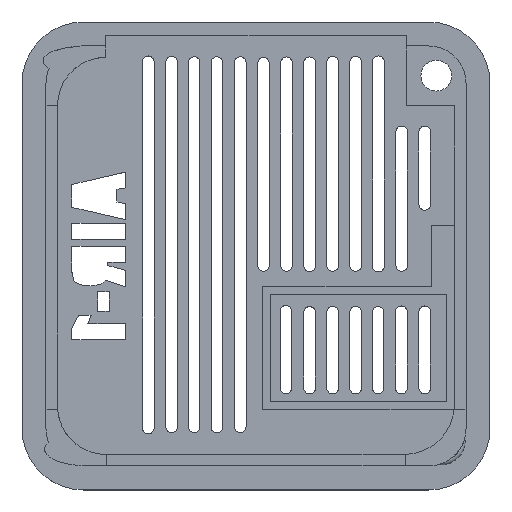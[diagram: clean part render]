
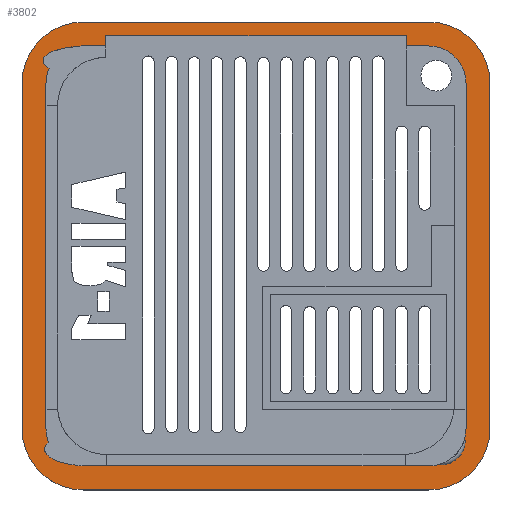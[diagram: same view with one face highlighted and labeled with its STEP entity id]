
A CAD part, top view. The second image highlights one B-rep face of the part: STEP entity #3802.
In plain terms, the highlighted planar face has unit normal (0, 0, 1).
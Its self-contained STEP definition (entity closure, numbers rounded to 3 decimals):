
#93=FACE_BOUND('',#636,.T.);
#202=PLANE('',#4110);
#391=FACE_OUTER_BOUND('',#635,.T.);
#635=EDGE_LOOP('',(#3440,#3441,#3442,#3443,#3444,#3445,#3446,#3447));
#636=EDGE_LOOP('',(#3448,#3449,#3450,#3451,#3452,#3453,#3454,#3455,#3456,
#3457,#3458,#3459));
#984=LINE('',#6138,#1388);
#987=LINE('',#6146,#1391);
#990=LINE('',#6154,#1394);
#993=LINE('',#6161,#1397);
#996=LINE('',#6168,#1400);
#999=LINE('',#6174,#1403);
#1004=LINE('',#6184,#1408);
#1007=LINE('',#6192,#1411);
#1009=LINE('',#6196,#1413);
#1013=LINE('',#6202,#1417);
#1034=LINE('',#6257,#1438);
#1035=LINE('',#6260,#1439);
#1388=VECTOR('',#4948,10.);
#1391=VECTOR('',#4957,10.);
#1394=VECTOR('',#4966,10.);
#1397=VECTOR('',#4975,10.);
#1400=VECTOR('',#4980,10.);
#1403=VECTOR('',#4985,10.);
#1408=VECTOR('',#4992,10.);
#1411=VECTOR('',#5001,10.);
#1413=VECTOR('',#5005,10.);
#1417=VECTOR('',#5011,10.);
#1438=VECTOR('',#5064,10.);
#1439=VECTOR('',#5067,10.);
#1563=CIRCLE('',#4076,8.);
#1564=CIRCLE('',#4079,8.);
#1565=CIRCLE('',#4082,8.);
#1566=CIRCLE('',#4085,8.);
#1567=CIRCLE('',#4091,4.875);
#1570=CIRCLE('',#4104,4.875);
#1571=CIRCLE('',#4106,4.875);
#1574=CIRCLE('',#4111,4.875);
#1881=VERTEX_POINT('',#6131);
#1882=VERTEX_POINT('',#6132);
#1883=VERTEX_POINT('',#6137);
#1884=VERTEX_POINT('',#6141);
#1885=VERTEX_POINT('',#6145);
#1886=VERTEX_POINT('',#6149);
#1887=VERTEX_POINT('',#6153);
#1888=VERTEX_POINT('',#6157);
#1890=VERTEX_POINT('',#6165);
#1891=VERTEX_POINT('',#6167);
#1893=VERTEX_POINT('',#6173);
#1896=VERTEX_POINT('',#6181);
#1897=VERTEX_POINT('',#6183);
#1898=VERTEX_POINT('',#6187);
#1899=VERTEX_POINT('',#6191);
#1900=VERTEX_POINT('',#6195);
#1914=VERTEX_POINT('',#6240);
#1915=VERTEX_POINT('',#6244);
#1919=VERTEX_POINT('',#6256);
#1920=VERTEX_POINT('',#6258);
#2379=EDGE_CURVE('',#1881,#1882,#1563,.T.);
#2382=EDGE_CURVE('',#1882,#1883,#984,.T.);
#2384=EDGE_CURVE('',#1883,#1884,#1564,.T.);
#2386=EDGE_CURVE('',#1884,#1885,#987,.T.);
#2388=EDGE_CURVE('',#1885,#1886,#1565,.T.);
#2390=EDGE_CURVE('',#1886,#1887,#990,.T.);
#2392=EDGE_CURVE('',#1887,#1888,#1566,.T.);
#2394=EDGE_CURVE('',#1888,#1881,#993,.T.);
#2397=EDGE_CURVE('',#1891,#1890,#996,.T.);
#2400=EDGE_CURVE('',#1891,#1893,#999,.T.);
#2405=EDGE_CURVE('',#1896,#1897,#1004,.T.);
#2407=EDGE_CURVE('',#1897,#1898,#1567,.T.);
#2409=EDGE_CURVE('',#1898,#1899,#1007,.T.);
#2411=EDGE_CURVE('',#1900,#1899,#1009,.T.);
#2415=EDGE_CURVE('',#1890,#1900,#1013,.T.);
#2434=EDGE_CURVE('',#1914,#1896,#1570,.T.);
#2436=EDGE_CURVE('',#1893,#1915,#1571,.T.);
#2442=EDGE_CURVE('',#1919,#1914,#1034,.T.);
#2443=EDGE_CURVE('',#1920,#1919,#1574,.T.);
#2444=EDGE_CURVE('',#1915,#1920,#1035,.T.);
#3440=ORIENTED_EDGE('',*,*,#2394,.F.);
#3441=ORIENTED_EDGE('',*,*,#2392,.F.);
#3442=ORIENTED_EDGE('',*,*,#2390,.F.);
#3443=ORIENTED_EDGE('',*,*,#2388,.F.);
#3444=ORIENTED_EDGE('',*,*,#2386,.F.);
#3445=ORIENTED_EDGE('',*,*,#2384,.F.);
#3446=ORIENTED_EDGE('',*,*,#2382,.F.);
#3447=ORIENTED_EDGE('',*,*,#2379,.F.);
#3448=ORIENTED_EDGE('',*,*,#2415,.T.);
#3449=ORIENTED_EDGE('',*,*,#2411,.T.);
#3450=ORIENTED_EDGE('',*,*,#2409,.F.);
#3451=ORIENTED_EDGE('',*,*,#2407,.F.);
#3452=ORIENTED_EDGE('',*,*,#2405,.F.);
#3453=ORIENTED_EDGE('',*,*,#2434,.F.);
#3454=ORIENTED_EDGE('',*,*,#2442,.F.);
#3455=ORIENTED_EDGE('',*,*,#2443,.F.);
#3456=ORIENTED_EDGE('',*,*,#2444,.F.);
#3457=ORIENTED_EDGE('',*,*,#2436,.F.);
#3458=ORIENTED_EDGE('',*,*,#2400,.F.);
#3459=ORIENTED_EDGE('',*,*,#2397,.T.);
#3802=ADVANCED_FACE('',(#391,#93),#202,.F.);
#4076=AXIS2_PLACEMENT_3D('',#6133,#4942,#4943);
#4079=AXIS2_PLACEMENT_3D('',#6142,#4952,#4953);
#4082=AXIS2_PLACEMENT_3D('',#6150,#4961,#4962);
#4085=AXIS2_PLACEMENT_3D('',#6158,#4970,#4971);
#4091=AXIS2_PLACEMENT_3D('',#6188,#4996,#4997);
#4104=AXIS2_PLACEMENT_3D('',#6241,#5046,#5047);
#4106=AXIS2_PLACEMENT_3D('',#6245,#5051,#5052);
#4110=AXIS2_PLACEMENT_3D('',#6255,#5062,#5063);
#4111=AXIS2_PLACEMENT_3D('',#6259,#5065,#5066);
#4942=DIRECTION('center_axis',(0.,0.,-1.));
#4943=DIRECTION('ref_axis',(1.,0.,0.));
#4948=DIRECTION('',(-1.,0.,0.));
#4952=DIRECTION('center_axis',(0.,0.,-1.));
#4953=DIRECTION('ref_axis',(0.,-1.,0.));
#4957=DIRECTION('',(0.,1.,0.));
#4961=DIRECTION('center_axis',(0.,0.,-1.));
#4962=DIRECTION('ref_axis',(-1.,0.,0.));
#4966=DIRECTION('',(1.,0.,0.));
#4970=DIRECTION('center_axis',(0.,0.,-1.));
#4971=DIRECTION('ref_axis',(0.,1.,0.));
#4975=DIRECTION('',(0.,-1.,0.));
#4980=DIRECTION('',(0.,1.,0.));
#4985=DIRECTION('',(-1.,0.,0.));
#4992=DIRECTION('',(0.,1.,0.));
#4996=DIRECTION('center_axis',(0.,0.,1.));
#4997=DIRECTION('ref_axis',(0.,1.,0.));
#5001=DIRECTION('',(-1.,0.,0.));
#5005=DIRECTION('',(0.,-1.,0.));
#5011=DIRECTION('',(1.,0.,0.));
#5046=DIRECTION('center_axis',(0.,0.,1.));
#5047=DIRECTION('ref_axis',(1.,0.,0.));
#5051=DIRECTION('center_axis',(0.,0.,1.));
#5052=DIRECTION('ref_axis',(-1.,0.,0.));
#5062=DIRECTION('center_axis',(0.,0.,-1.));
#5063=DIRECTION('ref_axis',(1.,0.,0.));
#5064=DIRECTION('',(1.,0.,0.));
#5065=DIRECTION('center_axis',(0.,0.,1.));
#5066=DIRECTION('ref_axis',(0.,-1.,0.));
#5067=DIRECTION('',(0.,-1.,0.));
#6131=CARTESIAN_POINT('',(30.5,-22.5,3.));
#6132=CARTESIAN_POINT('',(22.5,-30.5,3.));
#6133=CARTESIAN_POINT('Origin',(22.5,-22.5,3.));
#6137=CARTESIAN_POINT('',(-22.5,-30.5,3.));
#6138=CARTESIAN_POINT('',(22.5,-30.5,3.));
#6141=CARTESIAN_POINT('',(-30.5,-22.5,3.));
#6142=CARTESIAN_POINT('Origin',(-22.5,-22.5,3.));
#6145=CARTESIAN_POINT('',(-30.5,22.5,3.));
#6146=CARTESIAN_POINT('',(-30.5,-22.5,3.));
#6149=CARTESIAN_POINT('',(-22.5,30.5,3.));
#6150=CARTESIAN_POINT('Origin',(-22.5,22.5,3.));
#6153=CARTESIAN_POINT('',(22.5,30.5,3.));
#6154=CARTESIAN_POINT('',(-22.5,30.5,3.));
#6157=CARTESIAN_POINT('',(30.5,22.5,3.));
#6158=CARTESIAN_POINT('Origin',(22.5,22.5,3.));
#6161=CARTESIAN_POINT('',(30.5,22.5,3.));
#6165=CARTESIAN_POINT('',(-19.6,28.7,3.));
#6167=CARTESIAN_POINT('',(-19.6,27.375,3.));
#6168=CARTESIAN_POINT('',(-19.6,14.35,3.));
#6173=CARTESIAN_POINT('',(-22.5,27.375,3.));
#6174=CARTESIAN_POINT('',(-11.25,27.375,3.));
#6181=CARTESIAN_POINT('',(27.375,-22.5,3.));
#6183=CARTESIAN_POINT('',(27.375,22.5,3.));
#6184=CARTESIAN_POINT('',(27.375,11.25,3.));
#6187=CARTESIAN_POINT('',(22.5,27.375,3.));
#6188=CARTESIAN_POINT('Origin',(22.5,22.5,3.));
#6191=CARTESIAN_POINT('',(19.605,27.375,3.));
#6192=CARTESIAN_POINT('',(-11.25,27.375,3.));
#6195=CARTESIAN_POINT('',(19.605,28.7,3.));
#6196=CARTESIAN_POINT('',(19.605,9.69,3.));
#6202=CARTESIAN_POINT('',(-24.,28.7,3.));
#6240=CARTESIAN_POINT('',(22.5,-27.375,3.));
#6241=CARTESIAN_POINT('Origin',(22.5,-22.5,3.));
#6244=CARTESIAN_POINT('',(-27.375,22.5,3.));
#6245=CARTESIAN_POINT('Origin',(-22.5,22.5,3.));
#6255=CARTESIAN_POINT('Origin',(0.,0.,
3.));
#6256=CARTESIAN_POINT('',(-22.5,-27.375,3.));
#6257=CARTESIAN_POINT('',(11.25,-27.375,3.));
#6258=CARTESIAN_POINT('',(-27.375,-22.5,3.));
#6259=CARTESIAN_POINT('Origin',(-22.5,-22.5,3.));
#6260=CARTESIAN_POINT('',(-27.375,-11.25,3.));
